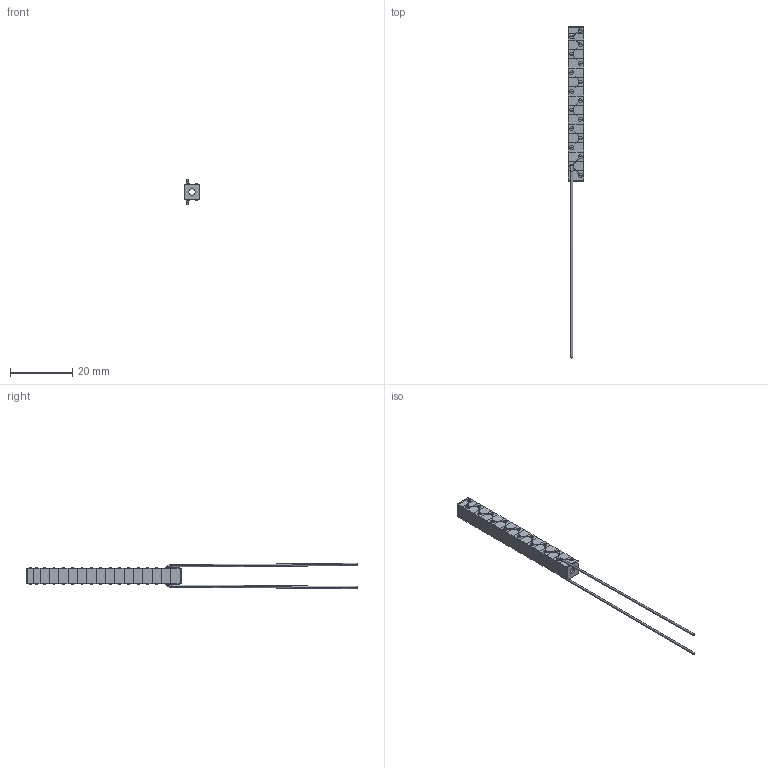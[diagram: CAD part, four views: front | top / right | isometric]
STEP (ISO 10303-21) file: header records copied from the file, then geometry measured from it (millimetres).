
FILE_DESCRIPTION (( 'STEP AP214' ), '1' );
FILE_NAME ('CTN009440.STEP', '2016-12-05T02:00:15', ( '' ), ( '' ), 'SwSTEP 2.0', 'SolidWorks 2016', '' );
FILE_SCHEMA (( 'AUTOMOTIVE_DESIGN' ));
Length unit declared in the file: millimetre
Products named in the file (1): CTN009440
Bounding box: 5 x 106.65 x 8.12 mm (x, y, z)
Volume: 1315.3 mm3; surface area: 2875.9 mm2
Topology: 48 solids, 48 shells, 434 faces, 904 edges, 566 vertices
Faces by surface type: cylinder 180, plane 178, sphere 68, bspline 8
Entity records: 17003 total; most frequent: CARTESIAN_POINT 2655, DIRECTION 1958, ORIENTED_EDGE 1808, EDGE_CURVE 904, AXIS2_PLACEMENT_3D 737, VERTEX_POINT 566, VECTOR 484, LINE 484
